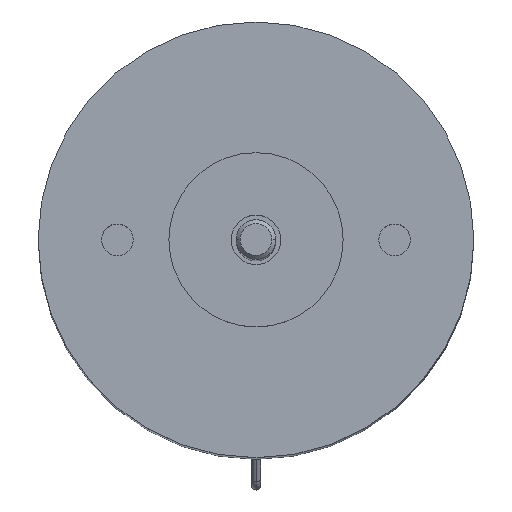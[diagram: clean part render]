
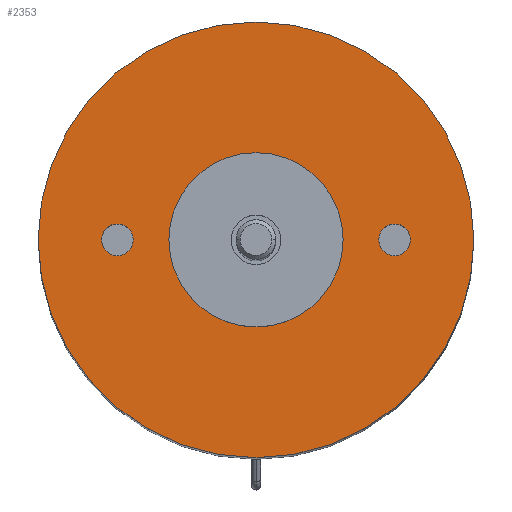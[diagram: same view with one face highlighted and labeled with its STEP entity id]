
A CAD part, top view. The second image highlights one B-rep face of the part: STEP entity #2353.
In plain terms, the highlighted planar face has unit normal (0, 0, 1).
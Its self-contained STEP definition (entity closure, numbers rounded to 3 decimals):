
#14 = EDGE_CURVE ( 'NONE', #2982, #2983, #1371, .T. ) ;
#48 = DIRECTION ( 'NONE',  ( 0., 0., 1. ) ) ;
#55 = CARTESIAN_POINT ( 'NONE',  ( -0.326, 0.888, 30. ) ) ;
#57 = PLANE ( 'NONE',  #1912 ) ;
#58 = DIRECTION ( 'NONE',  ( 1., 0., 0. ) ) ;
#156 = FACE_BOUND ( 'NONE', #715, .T. ) ;
#157 = FACE_OUTER_BOUND ( 'NONE', #713, .T. ) ;
#158 = FACE_BOUND ( 'NONE', #706, .T. ) ;
#161 = FACE_BOUND ( 'NONE', #716, .T. ) ;
#267 = CIRCLE ( 'NONE', #1963, 0.8 ) ;
#459 = CARTESIAN_POINT ( 'NONE',  ( -4.726, 0.888, 30. ) ) ;
#461 = CARTESIAN_POINT ( 'NONE',  ( 5.874, 0.888, 30. ) ) ;
#463 = CARTESIAN_POINT ( 'NONE',  ( -8.126, 0.888, 30. ) ) ;
#464 = CARTESIAN_POINT ( 'NONE',  ( 10.674, 0.888, 30. ) ) ;
#465 = CARTESIAN_POINT ( 'NONE',  ( -6.526, 0.888, 30. ) ) ;
#466 = CARTESIAN_POINT ( 'NONE',  ( -11.326, 0.888, 30. ) ) ;
#467 = CARTESIAN_POINT ( 'NONE',  ( 7.474, 0.888, 30. ) ) ;
#588 = CARTESIAN_POINT ( 'NONE',  ( -7.326, 0.888, 30. ) ) ;
#589 = DIRECTION ( 'NONE',  ( 0., 0., 1. ) ) ;
#590 = DIRECTION ( 'NONE',  ( 1., 0., 0. ) ) ;
#672 = EDGE_CURVE ( 'NONE', #2984, #2985, #1401, .T. ) ;
#706 = EDGE_LOOP ( 'NONE', ( #1639, #1640 ) ) ;
#713 = EDGE_LOOP ( 'NONE', ( #1643, #1644 ) ) ;
#715 = EDGE_LOOP ( 'NONE', ( #1645, #1646 ) ) ;
#716 = EDGE_LOOP ( 'NONE', ( #1641, #1642 ) ) ;
#745 = VERTEX_POINT ( 'NONE', #2937 ) ;
#857 = CARTESIAN_POINT ( 'NONE',  ( -0.326, 0.888, 30. ) ) ;
#858 = DIRECTION ( 'NONE',  ( 0., 0., 1. ) ) ;
#859 = DIRECTION ( 'NONE',  ( 1., 0., 0. ) ) ;
#882 = EDGE_CURVE ( 'NONE', #2981, #2980, #1410, .T. ) ;
#883 = EDGE_CURVE ( 'NONE', #2977, #745, #1411, .T. ) ;
#904 = EDGE_CURVE ( 'NONE', #745, #2977, #1433, .T. ) ;
#1049 = CIRCLE ( 'NONE', #2189, 0.8 ) ;
#1371 = CIRCLE ( 'NONE', #2047, 11. ) ;
#1401 = CIRCLE ( 'NONE', #2060, 0.8 ) ;
#1410 = CIRCLE ( 'NONE', #2064, 0.8 ) ;
#1411 = CIRCLE ( 'NONE', #2065, 4.4 ) ;
#1433 = CIRCLE ( 'NONE', #2080, 4.4 ) ;
#1639 = ORIENTED_EDGE ( 'NONE', *, *, #882, .F. ) ;
#1640 = ORIENTED_EDGE ( 'NONE', *, *, #3170, .F. ) ;
#1641 = ORIENTED_EDGE ( 'NONE', *, *, #2036, .F. ) ;
#1642 = ORIENTED_EDGE ( 'NONE', *, *, #672, .F. ) ;
#1643 = ORIENTED_EDGE ( 'NONE', *, *, #2011, .T. ) ;
#1644 = ORIENTED_EDGE ( 'NONE', *, *, #14, .T. ) ;
#1645 = ORIENTED_EDGE ( 'NONE', *, *, #883, .F. ) ;
#1646 = ORIENTED_EDGE ( 'NONE', *, *, #904, .F. ) ;
#1858 = CIRCLE ( 'NONE', #2176, 11. ) ;
#1912 = AXIS2_PLACEMENT_3D ( 'NONE', #55, #48, #58 ) ;
#1963 = AXIS2_PLACEMENT_3D ( 'NONE', #588, #589, #590 ) ;
#2011 = EDGE_CURVE ( 'NONE', #2983, #2982, #1858, .T. ) ;
#2036 = EDGE_CURVE ( 'NONE', #2985, #2984, #1049, .T. ) ;
#2047 = AXIS2_PLACEMENT_3D ( 'NONE', #2552, #2553, #2554 ) ;
#2060 = AXIS2_PLACEMENT_3D ( 'NONE', #2916, #2917, #2918 ) ;
#2064 = AXIS2_PLACEMENT_3D ( 'NONE', #2945, #2946, #2947 ) ;
#2065 = AXIS2_PLACEMENT_3D ( 'NONE', #2948, #2949, #2950 ) ;
#2080 = AXIS2_PLACEMENT_3D ( 'NONE', #2641, #2642, #2643 ) ;
#2176 = AXIS2_PLACEMENT_3D ( 'NONE', #857, #858, #859 ) ;
#2189 = AXIS2_PLACEMENT_3D ( 'NONE', #2437, #2438, #2439 ) ;
#2353 = ADVANCED_FACE ( 'NONE', ( #158, #161, #157, #156 ), #57, .T. ) ;
#2437 = CARTESIAN_POINT ( 'NONE',  ( 6.674, 0.888, 30. ) ) ;
#2438 = DIRECTION ( 'NONE',  ( 0., 0., 1. ) ) ;
#2439 = DIRECTION ( 'NONE',  ( 1., 0., 0. ) ) ;
#2552 = CARTESIAN_POINT ( 'NONE',  ( -0.326, 0.888, 30. ) ) ;
#2553 = DIRECTION ( 'NONE',  ( 0., 0., 1. ) ) ;
#2554 = DIRECTION ( 'NONE',  ( 1., 0., 0. ) ) ;
#2641 = CARTESIAN_POINT ( 'NONE',  ( -0.326, 0.888, 30. ) ) ;
#2642 = DIRECTION ( 'NONE',  ( 0., 0., 1. ) ) ;
#2643 = DIRECTION ( 'NONE',  ( 1., 0., 0. ) ) ;
#2916 = CARTESIAN_POINT ( 'NONE',  ( 6.674, 0.888, 30. ) ) ;
#2917 = DIRECTION ( 'NONE',  ( 0., 0., 1. ) ) ;
#2918 = DIRECTION ( 'NONE',  ( 1., 0., 0. ) ) ;
#2937 = CARTESIAN_POINT ( 'NONE',  ( 4.074, 0.888, 30. ) ) ;
#2945 = CARTESIAN_POINT ( 'NONE',  ( -7.326, 0.888, 30. ) ) ;
#2946 = DIRECTION ( 'NONE',  ( 0., 0., 1. ) ) ;
#2947 = DIRECTION ( 'NONE',  ( 1., 0., 0. ) ) ;
#2948 = CARTESIAN_POINT ( 'NONE',  ( -0.326, 0.888, 30. ) ) ;
#2949 = DIRECTION ( 'NONE',  ( 0., 0., 1. ) ) ;
#2950 = DIRECTION ( 'NONE',  ( 1., 0., 0. ) ) ;
#2977 = VERTEX_POINT ( 'NONE', #459 ) ;
#2980 = VERTEX_POINT ( 'NONE', #463 ) ;
#2981 = VERTEX_POINT ( 'NONE', #465 ) ;
#2982 = VERTEX_POINT ( 'NONE', #464 ) ;
#2983 = VERTEX_POINT ( 'NONE', #466 ) ;
#2984 = VERTEX_POINT ( 'NONE', #461 ) ;
#2985 = VERTEX_POINT ( 'NONE', #467 ) ;
#3170 = EDGE_CURVE ( 'NONE', #2980, #2981, #267, .T. ) ;
